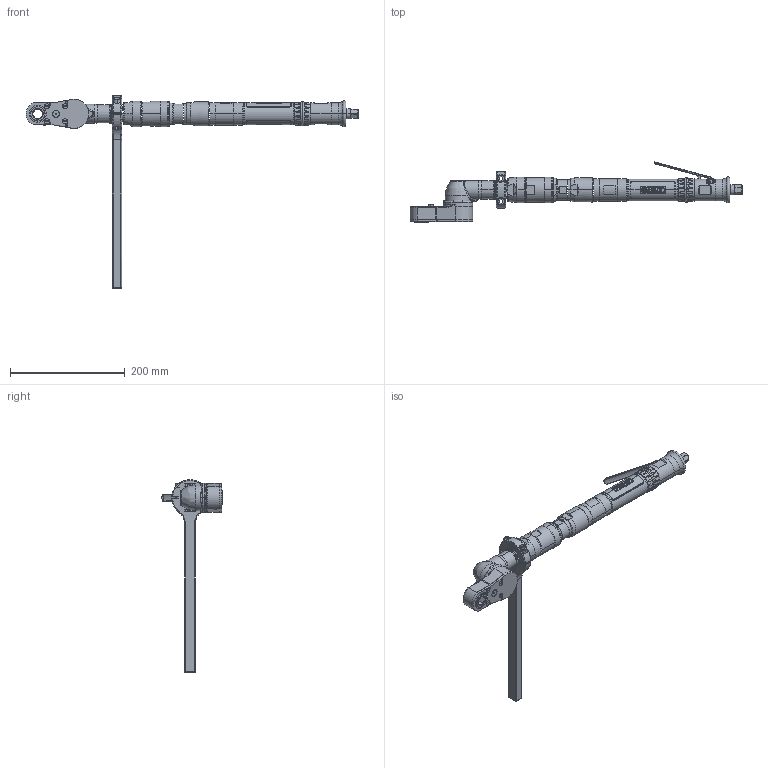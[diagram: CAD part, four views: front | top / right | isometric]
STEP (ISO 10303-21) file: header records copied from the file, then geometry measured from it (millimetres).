
FILE_DESCRIPTION((''),'2;1');
FILE_NAME('AA33LC31-70','2011-04-18T',('FSM0202'),(''),'PRO/ENGINEER BY PARAMETRIC TECHNOLOGY CORPORATION, 2009460','PRO/ENGINEER BY PARAMETRIC TECHNOLOGY CORPORATION, 2009460','');
FILE_SCHEMA(('CONFIG_CONTROL_DESIGN'));
Length unit declared in the file: inch
Products named in the file (1): AA33LC31-70
Bounding box: 579.9 x 105.11 x 336.55 mm (x, y, z)
Surface area: 118634.7 mm2 (no closed solid volume)
Topology: 0 solids, 126 shells, 447 faces, 2511 edges, 2136 vertices
Faces by surface type: plane 196, cylinder 134, torus 49, cone 38, bspline 25, sphere 4, extrusion 1
Entity records: 28462 total; most frequent: CARTESIAN_POINT 10698, DIRECTION 3308, ORIENTED_EDGE 3149, EDGE_CURVE 2511, VERTEX_POINT 2136, AXIS2_PLACEMENT_3D 1180, VECTOR 948, LINE 947
